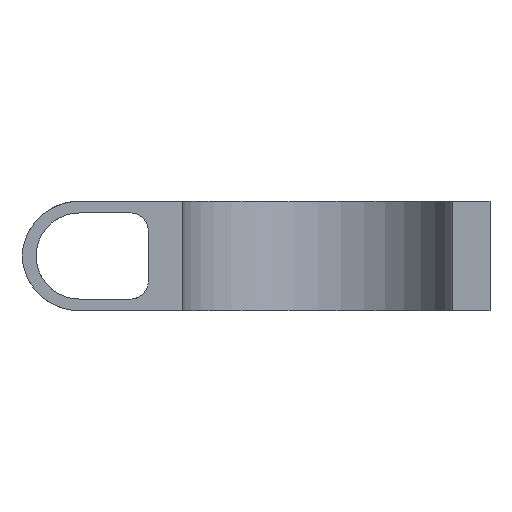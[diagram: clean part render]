
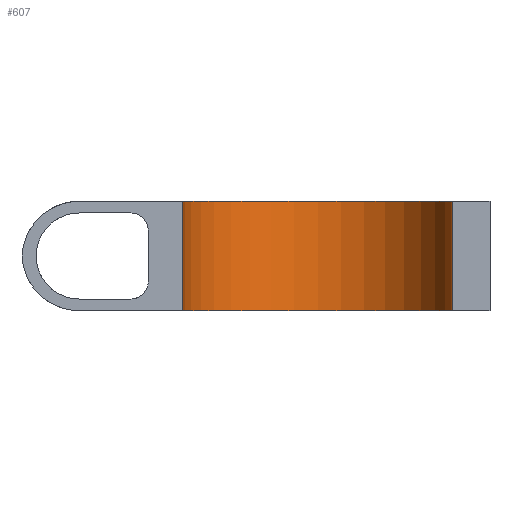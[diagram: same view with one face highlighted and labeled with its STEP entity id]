
A CAD part, front view. The second image highlights one B-rep face of the part: STEP entity #607.
In plain terms, the highlighted cylindrical face has radius 23.5 mm (diameter 47 mm), a partial arc.
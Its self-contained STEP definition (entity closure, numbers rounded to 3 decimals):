
#1 = VERTEX_POINT ( 'NONE', #1077 ) ;
#64 = LINE ( 'NONE', #408, #1036 ) ;
#73 = EDGE_LOOP ( 'NONE', ( #1523, #1005, #494, #972 ) ) ;
#170 = CARTESIAN_POINT ( 'NONE',  ( -172.585, 212.188, 0. ) ) ;
#184 = CARTESIAN_POINT ( 'NONE',  ( -149.085, 212.188, 0. ) ) ;
#222 = VERTEX_POINT ( 'NONE', #170 ) ;
#247 = EDGE_CURVE ( 'NONE', #822, #222, #549, .T. ) ;
#279 = CYLINDRICAL_SURFACE ( 'NONE', #1207, 23.5 ) ;
#331 = CARTESIAN_POINT ( 'NONE',  ( -125.585, 212.188, 19.05 ) ) ;
#359 = CARTESIAN_POINT ( 'NONE',  ( -149.085, 212.188, 19.05 ) ) ;
#403 = DIRECTION ( 'NONE',  ( 0., 0., 1. ) ) ;
#408 = CARTESIAN_POINT ( 'NONE',  ( -172.585, 212.188, 19.05 ) ) ;
#423 = CARTESIAN_POINT ( 'NONE',  ( -149.085, 212.188, 19.05 ) ) ;
#428 = CARTESIAN_POINT ( 'NONE',  ( -125.585, 212.188, 0. ) ) ;
#451 = LINE ( 'NONE', #331, #1574 ) ;
#464 = DIRECTION ( 'NONE',  ( 0., 0., 1. ) ) ;
#494 = ORIENTED_EDGE ( 'NONE', *, *, #1575, .T. ) ;
#526 = CARTESIAN_POINT ( 'NONE',  ( -125.585, 212.188, 19.05 ) ) ;
#549 = CIRCLE ( 'NONE', #1328, 23.5 ) ;
#604 = EDGE_CURVE ( 'NONE', #1, #222, #64, .T. ) ;
#607 = ADVANCED_FACE ( 'NONE', ( #1536 ), #279, .F. ) ;
#675 = DIRECTION ( 'NONE',  ( 0., 0., -1. ) ) ;
#781 = EDGE_CURVE ( 'NONE', #1472, #822, #451, .T. ) ;
#822 = VERTEX_POINT ( 'NONE', #428 ) ;
#910 = CIRCLE ( 'NONE', #1444, 23.5 ) ;
#922 = DIRECTION ( 'NONE',  ( 1., 0., 0. ) ) ;
#972 = ORIENTED_EDGE ( 'NONE', *, *, #604, .T. ) ;
#1005 = ORIENTED_EDGE ( 'NONE', *, *, #781, .F. ) ;
#1036 = VECTOR ( 'NONE', #675, 1000. ) ;
#1077 = CARTESIAN_POINT ( 'NONE',  ( -172.585, 212.188, 19.05 ) ) ;
#1207 = AXIS2_PLACEMENT_3D ( 'NONE', #423, #1256, #1385 ) ;
#1256 = DIRECTION ( 'NONE',  ( 0., 0., -1. ) ) ;
#1302 = DIRECTION ( 'NONE',  ( 0., 0., -1. ) ) ;
#1328 = AXIS2_PLACEMENT_3D ( 'NONE', #184, #403, #922 ) ;
#1385 = DIRECTION ( 'NONE',  ( -1., 0., 0. ) ) ;
#1444 = AXIS2_PLACEMENT_3D ( 'NONE', #359, #464, #1453 ) ;
#1453 = DIRECTION ( 'NONE',  ( 1., 0., 0. ) ) ;
#1472 = VERTEX_POINT ( 'NONE', #526 ) ;
#1523 = ORIENTED_EDGE ( 'NONE', *, *, #247, .F. ) ;
#1536 = FACE_OUTER_BOUND ( 'NONE', #73, .T. ) ;
#1574 = VECTOR ( 'NONE', #1302, 1000. ) ;
#1575 = EDGE_CURVE ( 'NONE', #1472, #1, #910, .T. ) ;
